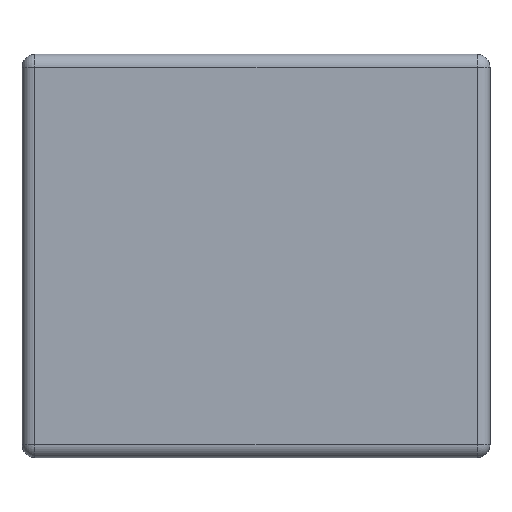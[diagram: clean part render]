
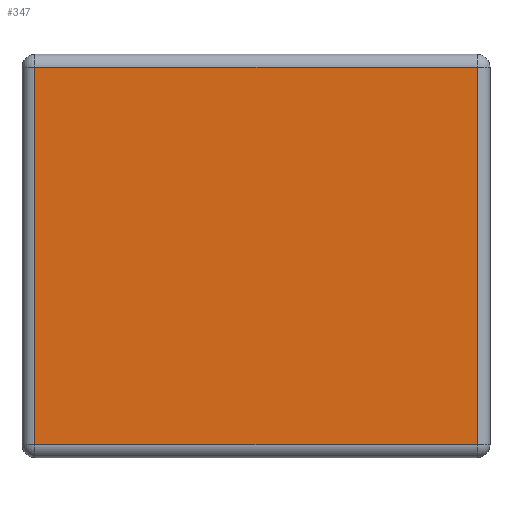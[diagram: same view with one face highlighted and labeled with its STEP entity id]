
A CAD part, left-side view. The second image highlights one B-rep face of the part: STEP entity #347.
In plain terms, the highlighted planar face has unit normal (-1, 0, 0).
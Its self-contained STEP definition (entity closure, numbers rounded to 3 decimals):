
#15 = CARTESIAN_POINT ( 'NONE',  ( -1.6, 2.9, 1.17 ) ) ;
#16 = ORIENTED_EDGE ( 'NONE', *, *, #407, .T. ) ;
#70 = DIRECTION ( 'NONE',  ( 0., 0., -1. ) ) ;
#78 = LINE ( 'NONE', #956, #828 ) ;
#95 = VECTOR ( 'NONE', #1247, 1000. ) ;
#113 = EDGE_CURVE ( 'NONE', #320, #185, #1196, .T. ) ;
#185 = VERTEX_POINT ( 'NONE', #1208 ) ;
#230 = VERTEX_POINT ( 'NONE', #1045 ) ;
#268 = EDGE_LOOP ( 'NONE', ( #899, #16, #760, #825 ) ) ;
#292 = DIRECTION ( 'NONE',  ( 1., 0., 0. ) ) ;
#320 = VERTEX_POINT ( 'NONE', #649 ) ;
#347 = ADVANCED_FACE ( 'NONE', ( #1163 ), #772, .F. ) ;
#371 = CARTESIAN_POINT ( 'NONE',  ( -1.6, 2.9, -1.25 ) ) ;
#391 = AXIS2_PLACEMENT_3D ( 'NONE', #371, #292, #70 ) ;
#404 = EDGE_CURVE ( 'NONE', #230, #524, #961, .T. ) ;
#407 = EDGE_CURVE ( 'NONE', #185, #230, #78, .T. ) ;
#515 = LINE ( 'NONE', #15, #618 ) ;
#524 = VERTEX_POINT ( 'NONE', #692 ) ;
#568 = CARTESIAN_POINT ( 'NONE',  ( -1.6, 0.08, -1.25 ) ) ;
#618 = VECTOR ( 'NONE', #813, 1000. ) ;
#649 = CARTESIAN_POINT ( 'NONE',  ( -1.6, 2.82, 1.17 ) ) ;
#692 = CARTESIAN_POINT ( 'NONE',  ( -1.6, 0.08, 1.17 ) ) ;
#760 = ORIENTED_EDGE ( 'NONE', *, *, #404, .T. ) ;
#772 = PLANE ( 'NONE',  #391 ) ;
#813 = DIRECTION ( 'NONE',  ( 0., 1., 0. ) ) ;
#825 = ORIENTED_EDGE ( 'NONE', *, *, #1017, .T. ) ;
#828 = VECTOR ( 'NONE', #1156, 1000. ) ;
#899 = ORIENTED_EDGE ( 'NONE', *, *, #113, .T. ) ;
#956 = CARTESIAN_POINT ( 'NONE',  ( -1.6, 2.9, -1.17 ) ) ;
#961 = LINE ( 'NONE', #568, #95 ) ;
#1017 = EDGE_CURVE ( 'NONE', #524, #320, #515, .T. ) ;
#1045 = CARTESIAN_POINT ( 'NONE',  ( -1.6, 0.08, -1.17 ) ) ;
#1101 = DIRECTION ( 'NONE',  ( 0., 0., -1. ) ) ;
#1111 = CARTESIAN_POINT ( 'NONE',  ( -1.6, 2.82, -1.25 ) ) ;
#1156 = DIRECTION ( 'NONE',  ( 0., -1., 0. ) ) ;
#1163 = FACE_OUTER_BOUND ( 'NONE', #268, .T. ) ;
#1196 = LINE ( 'NONE', #1111, #1267 ) ;
#1208 = CARTESIAN_POINT ( 'NONE',  ( -1.6, 2.82, -1.17 ) ) ;
#1247 = DIRECTION ( 'NONE',  ( 0., 0., 1. ) ) ;
#1267 = VECTOR ( 'NONE', #1101, 1000. ) ;
